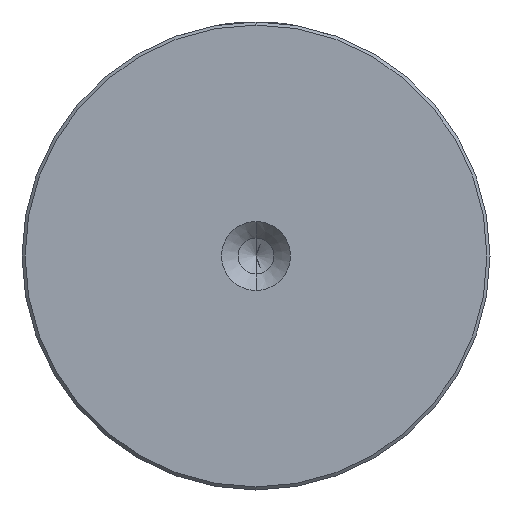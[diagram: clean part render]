
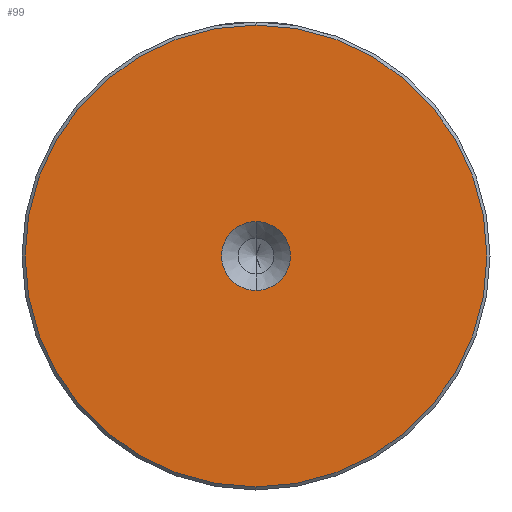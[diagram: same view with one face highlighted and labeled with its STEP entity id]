
A CAD part, left-side view. The second image highlights one B-rep face of the part: STEP entity #99.
In plain terms, the highlighted planar face has unit normal (-1, 0, 0).
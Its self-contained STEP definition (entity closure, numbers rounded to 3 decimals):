
#6 = EDGE_CURVE ( 'NONE', #2314, #1103, #523, .T. ) ;
#7 = DIRECTION ( 'NONE',  ( 0., 0., 1. ) ) ;
#26 = DIRECTION ( 'NONE',  ( 0., 0., 1. ) ) ;
#58 = EDGE_CURVE ( 'NONE', #113, #377, #1440, .T. ) ;
#64 = DIRECTION ( 'NONE',  ( -1., 0., 0. ) ) ;
#74 = CARTESIAN_POINT ( 'NONE',  ( 0., 0., 0. ) ) ;
#89 = CARTESIAN_POINT ( 'NONE',  ( 0., 0., -37.5 ) ) ;
#99 = ADVANCED_FACE ( 'NONE', ( #337, #2344 ), #1582, .T. ) ;
#113 = VERTEX_POINT ( 'NONE', #995 ) ;
#123 = ORIENTED_EDGE ( 'NONE', *, *, #6, .T. ) ;
#141 = AXIS2_PLACEMENT_3D ( 'NONE', #482, #450, #419 ) ;
#150 = DIRECTION ( 'NONE',  ( 0., 0., 1. ) ) ;
#337 = FACE_OUTER_BOUND ( 'NONE', #1597, .T. ) ;
#339 = CARTESIAN_POINT ( 'NONE',  ( 0., 0., 5.6 ) ) ;
#377 = VERTEX_POINT ( 'NONE', #339 ) ;
#419 = DIRECTION ( 'NONE',  ( 0., 0., 1. ) ) ;
#450 = DIRECTION ( 'NONE',  ( -1., 0., 0. ) ) ;
#482 = CARTESIAN_POINT ( 'NONE',  ( 0., 0., 0. ) ) ;
#523 = CIRCLE ( 'NONE', #141, 37.5 ) ;
#551 = AXIS2_PLACEMENT_3D ( 'NONE', #74, #64, #26 ) ;
#591 = EDGE_LOOP ( 'NONE', ( #2437, #1933 ) ) ;
#879 = AXIS2_PLACEMENT_3D ( 'NONE', #2351, #1203, #7 ) ;
#887 = CIRCLE ( 'NONE', #2485, 5.6 ) ;
#995 = CARTESIAN_POINT ( 'NONE',  ( 0., 0., -5.6 ) ) ;
#1033 = DIRECTION ( 'NONE',  ( 0., 0., 1. ) ) ;
#1103 = VERTEX_POINT ( 'NONE', #1378 ) ;
#1147 = EDGE_CURVE ( 'NONE', #1103, #2314, #1311, .T. ) ;
#1203 = DIRECTION ( 'NONE',  ( -1., 0., 0. ) ) ;
#1311 = CIRCLE ( 'NONE', #879, 37.5 ) ;
#1326 = DIRECTION ( 'NONE',  ( -1., 0., 0. ) ) ;
#1339 = EDGE_CURVE ( 'NONE', #377, #113, #887, .T. ) ;
#1346 = DIRECTION ( 'NONE',  ( -1., 0., 0. ) ) ;
#1359 = CARTESIAN_POINT ( 'NONE',  ( 0., 0., 0. ) ) ;
#1378 = CARTESIAN_POINT ( 'NONE',  ( 0., 0., 37.5 ) ) ;
#1440 = CIRCLE ( 'NONE', #551, 5.6 ) ;
#1457 = AXIS2_PLACEMENT_3D ( 'NONE', #1359, #1346, #1033 ) ;
#1582 = PLANE ( 'NONE',  #1457 ) ;
#1597 = EDGE_LOOP ( 'NONE', ( #123, #2029 ) ) ;
#1933 = ORIENTED_EDGE ( 'NONE', *, *, #58, .F. ) ;
#2029 = ORIENTED_EDGE ( 'NONE', *, *, #1147, .T. ) ;
#2314 = VERTEX_POINT ( 'NONE', #89 ) ;
#2344 = FACE_BOUND ( 'NONE', #591, .T. ) ;
#2351 = CARTESIAN_POINT ( 'NONE',  ( 0., 0., 0. ) ) ;
#2437 = ORIENTED_EDGE ( 'NONE', *, *, #1339, .F. ) ;
#2473 = CARTESIAN_POINT ( 'NONE',  ( 0., 0., 0. ) ) ;
#2485 = AXIS2_PLACEMENT_3D ( 'NONE', #2473, #1326, #150 ) ;
